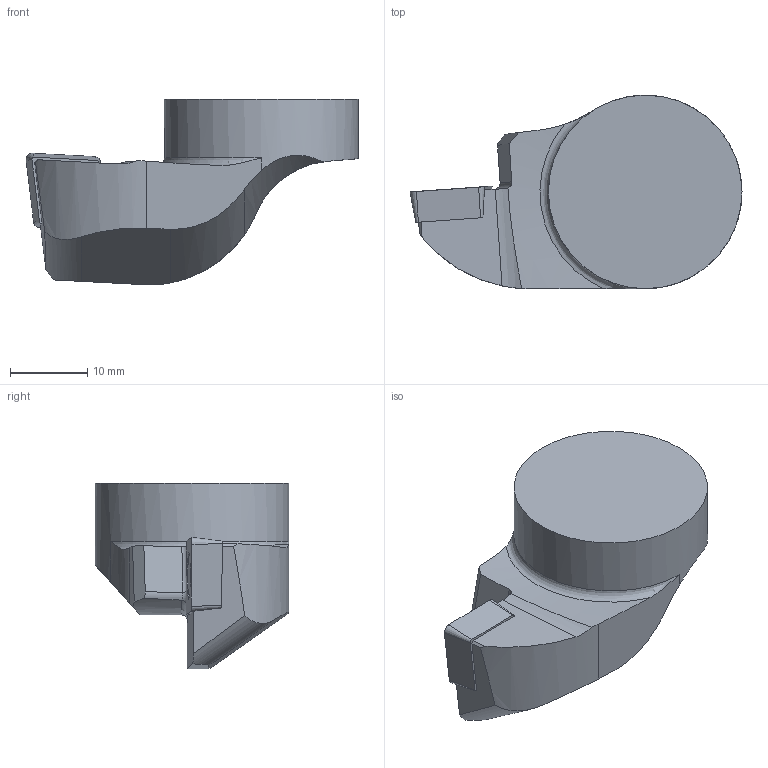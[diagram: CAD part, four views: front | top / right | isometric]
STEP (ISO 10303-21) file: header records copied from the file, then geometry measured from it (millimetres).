
FILE_DESCRIPTION(/* description */ (''),/* implementation_level */ '2;1');
FILE_NAME(/* name */ '1642478969363.stp',/* time_stamp */ '2022-01-18T09:40:04+05:00',/* author */ (''),/* organization */ ('SMS'),/* preprocessor_version */ 'ST-DEVELOPER v16.7',/* originating_system */ 'SIEMENS PLM Software NX 12.0',/* authorisation */ '');
FILE_SCHEMA (('AUTOMOTIVE_DESIGN { 1 0 10303 214 3 1 1 1 }'));
Length unit declared in the file: millimetre
Products named in the file (4): ASSEMBLY_CONSTRUCTION; IsoTurningInsert; 203922095mod000_00; 201748252mod000_01
Assembly tree (3 placements, depth 2):
  201748252mod000_01
    203922095mod000_00
    IsoTurningInsert
    ASSEMBLY_CONSTRUCTION
Bounding box: 42.87 x 25 x 24 mm (x, y, z)
Volume: 9510 mm3; surface area: 3441.8 mm2
Topology: 2 solids, 2 shells, 59 faces, 158 edges, 111 vertices
Faces by surface type: plane 26, cylinder 17, cone 8, torus 8
Full cylindrical faces by diameter (mm): 4.4 x2, 25 x1
Entity records: 2109 total; most frequent: CARTESIAN_POINT 511, DIRECTION 313, ORIENTED_EDGE 286, EDGE_CURVE 143, AXIS2_PLACEMENT_3D 127, VERTEX_POINT 98, EDGE_LOOP 71, LINE 59
